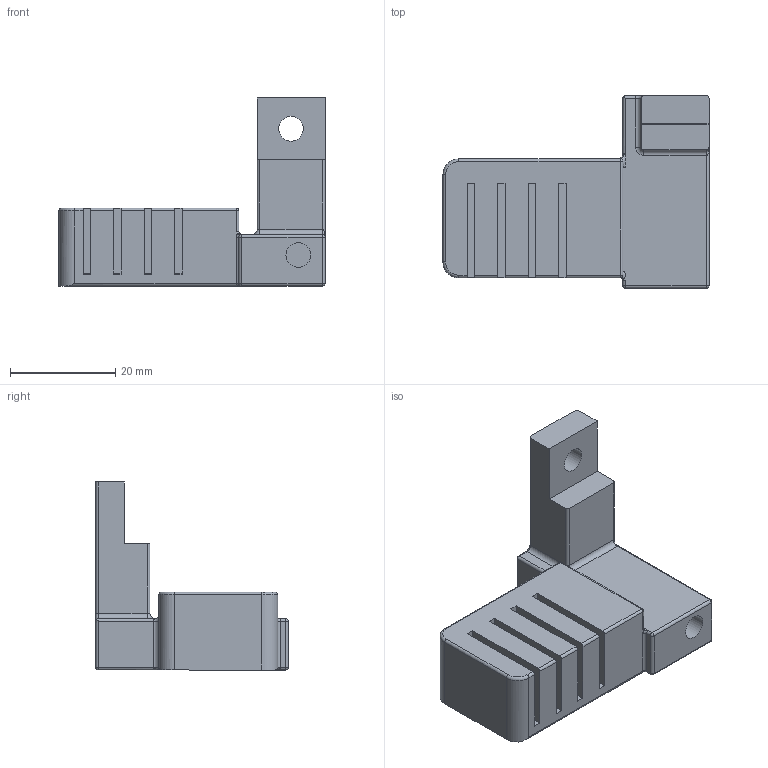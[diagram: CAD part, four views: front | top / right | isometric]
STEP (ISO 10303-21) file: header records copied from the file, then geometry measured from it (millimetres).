
FILE_DESCRIPTION(/* description */ (''),/* implementation_level */ '2;1');
FILE_NAME(/* name */ 'dock oozeshield mount_silicon.step',/* time_stamp */ '2024-07-16T22:00:51+09:00',/* author */ (''),/* organization */ (''),/* preprocessor_version */ 'ST-DEVELOPER v20',/* originating_system */ 'Autodesk Translation Framework v13.14.0.145',/* authorisation */ '');
FILE_SCHEMA (('AUTOMOTIVE_DESIGN { 1 0 10303 214 3 1 1 }'));
Length unit declared in the file: millimetre
Products named in the file (1): dock oozeshield mount
Bounding box: 50.58 x 36.6 x 35.75 mm (x, y, z)
Volume: 18479.4 mm3; surface area: 7878.2 mm2
Topology: 1 solids, 1 shells, 90 faces, 226 edges, 132 vertices
Faces by surface type: cylinder 37, plane 34, sphere 8, torus 7, bspline 4
Full cylindrical faces by diameter (mm): 4.7 x2
Entity records: 2918 total; most frequent: CARTESIAN_POINT 746, DIRECTION 460, ORIENTED_EDGE 438, EDGE_CURVE 219, AXIS2_PLACEMENT_3D 166, VERTEX_POINT 132, LINE 128, VECTOR 128
